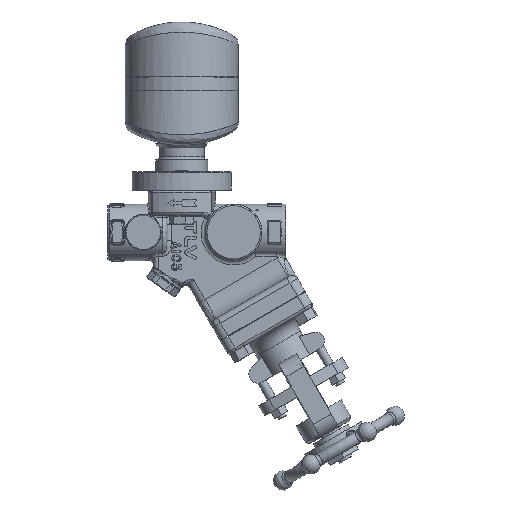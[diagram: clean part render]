
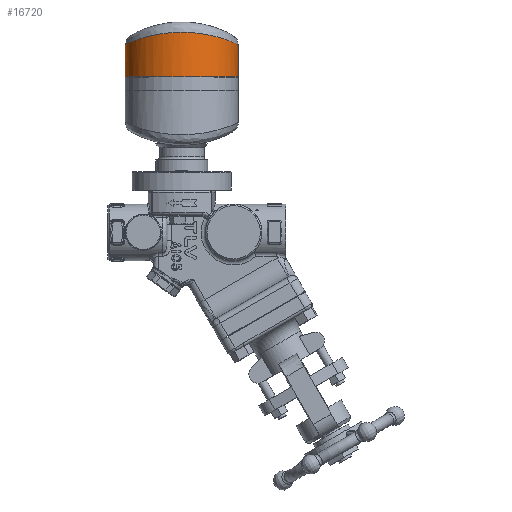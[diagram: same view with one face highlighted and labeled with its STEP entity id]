
A CAD part, top view. The second image highlights one B-rep face of the part: STEP entity #16720.
In plain terms, the highlighted cylindrical face has radius 38 mm (diameter 76 mm), a full revolution.
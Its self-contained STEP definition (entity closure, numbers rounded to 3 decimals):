
#1736=FACE_OUTER_BOUND('',#2739,.T.);
#2739=EDGE_LOOP('',(#14344,#14345,#14346,#14347,#14348,#14349,#14350));
#2911=ELLIPSE('',#18319,48.107,38.);
#2912=ELLIPSE('',#18320,48.107,38.);
#3249=B_SPLINE_CURVE_WITH_KNOTS('',3,(#34723,#34724,#34725,#34726,#34727,
#34728,#34729,#34730,#34731,#34732,#34733,#34734,#34735,#34736,#34737,#34738,
#34739,#34740,#34741,#34742,#34743,#34744,#34745,#34746,#34747,#34748,#34749,
#34750,#34751,#34752),.UNSPECIFIED.,.F.,.F.,(4,1,1,1,1,1,1,1,1,1,1,1,1,
1,1,1,1,1,1,1,1,1,1,1,1,1,1,4),(-26.718,-26.342,-26.216,
-25.714,-25.213,-24.836,-24.711,
-24.042,-23.373,-23.039,-22.704,
-22.37,-21.366,-20.697,-20.363,
-20.238,-20.029,-19.36,-18.691,
-18.356,-17.855,-17.353,-16.684,
-15.681,-14.677,-13.674,-13.172,-12.67),
 .UNSPECIFIED.);
#3997=CIRCLE('',#18318,38.);
#3998=CIRCLE('',#18321,38.);
#5052=LINE('',#34719,#6061);
#6061=VECTOR('',#22440,38.);
#7496=VERTEX_POINT('',#34715);
#7497=VERTEX_POINT('',#34716);
#7498=VERTEX_POINT('',#34718);
#7499=VERTEX_POINT('',#34720);
#7500=VERTEX_POINT('',#34722);
#9798=EDGE_CURVE('',#7496,#7497,#3997,.T.);
#9799=EDGE_CURVE('',#7497,#7498,#5052,.T.);
#9800=EDGE_CURVE('',#7499,#7498,#2911,.T.);
#9801=EDGE_CURVE('',#7500,#7499,#3249,.T.);
#9802=EDGE_CURVE('',#7498,#7500,#2912,.T.);
#9803=EDGE_CURVE('',#7497,#7496,#3998,.T.);
#14344=ORIENTED_EDGE('',*,*,#9798,.T.);
#14345=ORIENTED_EDGE('',*,*,#9799,.T.);
#14346=ORIENTED_EDGE('',*,*,#9800,.F.);
#14347=ORIENTED_EDGE('',*,*,#9801,.F.);
#14348=ORIENTED_EDGE('',*,*,#9802,.F.);
#14349=ORIENTED_EDGE('',*,*,#9799,.F.);
#14350=ORIENTED_EDGE('',*,*,#9803,.T.);
#14910=CYLINDRICAL_SURFACE('',#18317,38.);
#16720=ADVANCED_FACE('',(#1736),#14910,.T.);
#18317=AXIS2_PLACEMENT_3D('',#34714,#22436,#22437);
#18318=AXIS2_PLACEMENT_3D('',#34717,#22438,#22439);
#18319=AXIS2_PLACEMENT_3D('',#34721,#22441,#22442);
#18320=AXIS2_PLACEMENT_3D('',#34753,#22443,#22444);
#18321=AXIS2_PLACEMENT_3D('',#34754,#22445,#22446);
#22436=DIRECTION('center_axis',(0.,1.,0.));
#22437=DIRECTION('ref_axis',(0.,0.,
1.));
#22438=DIRECTION('center_axis',(0.,1.,0.));
#22439=DIRECTION('ref_axis',(0.,0.,
1.));
#22440=DIRECTION('',(0.,1.,0.));
#22441=DIRECTION('center_axis',(0.,0.79,
-0.613));
#22442=DIRECTION('ref_axis',(0.,-0.613,-0.79));
#22443=DIRECTION('center_axis',(0.,0.79,
-0.613));
#22444=DIRECTION('ref_axis',(0.,-0.613,-0.79));
#22445=DIRECTION('center_axis',(0.,1.,0.));
#22446=DIRECTION('ref_axis',(0.,0.,
1.));
#34714=CARTESIAN_POINT('Origin',(0.,95.35,
-14.));
#34715=CARTESIAN_POINT('',(0.,76.85,24.));
#34716=CARTESIAN_POINT('',(0.,76.85,-52.));
#34717=CARTESIAN_POINT('Origin',(0.,76.85,
-14.));
#34718=CARTESIAN_POINT('',(0.,90.829,-52.));
#34719=CARTESIAN_POINT('',(0.,95.35,-52.));
#34720=CARTESIAN_POINT('',(29.759,101.985,-37.63));
#34721=CARTESIAN_POINT('Origin',(0.,120.329,
-14.));
#34722=CARTESIAN_POINT('',(-29.759,101.985,-37.63));
#34723=CARTESIAN_POINT('Ctrl Pts',(-29.759,101.985,-37.63));
#34724=CARTESIAN_POINT('Ctrl Pts',(-30.691,101.667,-36.457));
#34725=CARTESIAN_POINT('Ctrl Pts',(-31.838,101.253,-34.822));
#34726=CARTESIAN_POINT('Ctrl Pts',(-33.868,100.478,-31.385));
#34727=CARTESIAN_POINT('Ctrl Pts',(-35.797,99.684,-27.229));
#34728=CARTESIAN_POINT('Ctrl Pts',(-37.313,99.01,-21.835));
#34729=CARTESIAN_POINT('Ctrl Pts',(-37.861,98.76,-17.75));
#34730=CARTESIAN_POINT('Ctrl Pts',(-38.106,98.646,-12.929));
#34731=CARTESIAN_POINT('Ctrl Pts',(-37.642,98.864,-6.942));
#34732=CARTESIAN_POINT('Ctrl Pts',(-35.64,99.755,-0.336));
#34733=CARTESIAN_POINT('Ctrl Pts',(-33.293,100.704,4.462));
#34734=CARTESIAN_POINT('Ctrl Pts',(-31.159,101.506,7.875));
#34735=CARTESIAN_POINT('Ctrl Pts',(-27.038,102.926,13.131));
#34736=CARTESIAN_POINT('Ctrl Pts',(-20.86,104.66,18.298));
#34737=CARTESIAN_POINT('Ctrl Pts',(-13.465,105.951,21.719));
#34738=CARTESIAN_POINT('Ctrl Pts',(-9.03,106.432,22.95));
#34739=CARTESIAN_POINT('Ctrl Pts',(-6.332,106.645,23.489));
#34740=CARTESIAN_POINT('Ctrl Pts',(-2.236,106.879,24.074));
#34741=CARTESIAN_POINT('Ctrl Pts',(4.116,106.88,24.074));
#34742=CARTESIAN_POINT('Ctrl Pts',(10.842,106.291,22.601));
#34743=CARTESIAN_POINT('Ctrl Pts',(16.546,105.427,20.334));
#34744=CARTESIAN_POINT('Ctrl Pts',(21.213,104.477,17.72));
#34745=CARTESIAN_POINT('Ctrl Pts',(26.494,103.083,13.543));
#34746=CARTESIAN_POINT('Ctrl Pts',(32.179,101.202,7.024));
#34747=CARTESIAN_POINT('Ctrl Pts',(36.983,99.185,-2.717));
#34748=CARTESIAN_POINT('Ctrl Pts',(38.671,98.374,-15.157));
#34749=CARTESIAN_POINT('Ctrl Pts',(36.65,99.331,-25.389));
#34750=CARTESIAN_POINT('Ctrl Pts',(33.255,100.731,-32.713));
#34751=CARTESIAN_POINT('Ctrl Pts',(31.001,101.561,-36.066));
#34752=CARTESIAN_POINT('Ctrl Pts',(29.759,101.985,-37.63));
#34753=CARTESIAN_POINT('Origin',(0.,120.329,
-14.));
#34754=CARTESIAN_POINT('Origin',(0.,76.85,
-14.));
